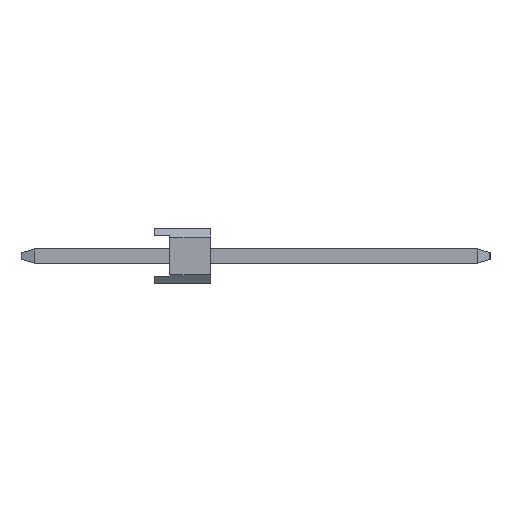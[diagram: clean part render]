
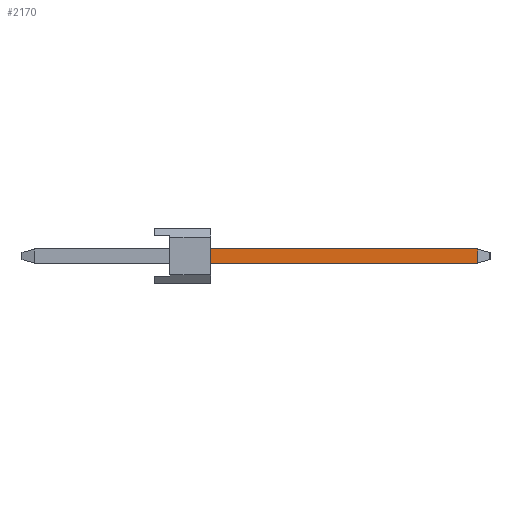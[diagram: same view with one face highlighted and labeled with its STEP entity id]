
A CAD part, left-side view. The second image highlights one B-rep face of the part: STEP entity #2170.
In plain terms, the highlighted planar face has unit normal (-1, 0, 0).
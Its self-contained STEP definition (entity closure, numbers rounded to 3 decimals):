
#2170=ADVANCED_FACE('',(#6479),#6480,.T.);
#2298=VERTEX_POINT('',#6621);
#3308=EDGE_CURVE('',#4236,#3880,#7755,.T.);
#3880=VERTEX_POINT('',#8371);
#4236=VERTEX_POINT('',#8759);
#4246=EDGE_CURVE('',#3880,#4768,#8770,.T.);
#4768=VERTEX_POINT('',#9343);
#4854=EDGE_CURVE('',#2298,#4236,#9440,.T.);
#5196=EDGE_CURVE('',#4768,#2298,#9836,.T.);
#6479=FACE_OUTER_BOUND('',#11226,.T.);
#6480=PLANE('',#11227);
#6621=CARTESIAN_POINT('',(-16.83,-14.594,-0.32));
#7755=LINE('',#13009,#13010);
#8371=CARTESIAN_POINT('',(-16.83,-2.54,0.32));
#8759=CARTESIAN_POINT('',(-16.83,-2.54,-0.32));
#8770=LINE('',#14508,#14509);
#9343=CARTESIAN_POINT('',(-16.83,-14.594,0.32));
#9440=LINE('',#15474,#15475);
#9836=LINE('',#16060,#16061);
#11226=EDGE_LOOP('',(#18083,#18084,#18085,#18086));
#11227=AXIS2_PLACEMENT_3D('',#18087,#18088,#18089);
#13009=CARTESIAN_POINT('',(-16.83,-2.54,0.252));
#13010=VECTOR('',#19515,1.0);
#14508=CARTESIAN_POINT('',(-16.83,-4.59,0.32));
#14509=VECTOR('',#20403,1.0);
#15474=CARTESIAN_POINT('',(-16.83,5.414,-0.32));
#15475=VECTOR('',#21063,1.0);
#16060=CARTESIAN_POINT('',(-16.83,-14.594,0.5));
#16061=VECTOR('',#21648,1.0);
#18083=ORIENTED_EDGE('',*,*,#3308,.F.);
#18084=ORIENTED_EDGE('',*,*,#4854,.F.);
#18085=ORIENTED_EDGE('',*,*,#5196,.F.);
#18086=ORIENTED_EDGE('',*,*,#4246,.F.);
#18087=CARTESIAN_POINT('',(-16.83,5.414,0.5));
#18088=DIRECTION('',(-1.0,0.,0.));
#18089=DIRECTION('',(0.,1.0,0.));
#19515=DIRECTION('',(0.,0.,1.0));
#20403=DIRECTION('',(0.,-1.0,0.));
#21063=DIRECTION('',(0.,1.0,0.));
#21648=DIRECTION('',(0.0,0.,-1.0));
